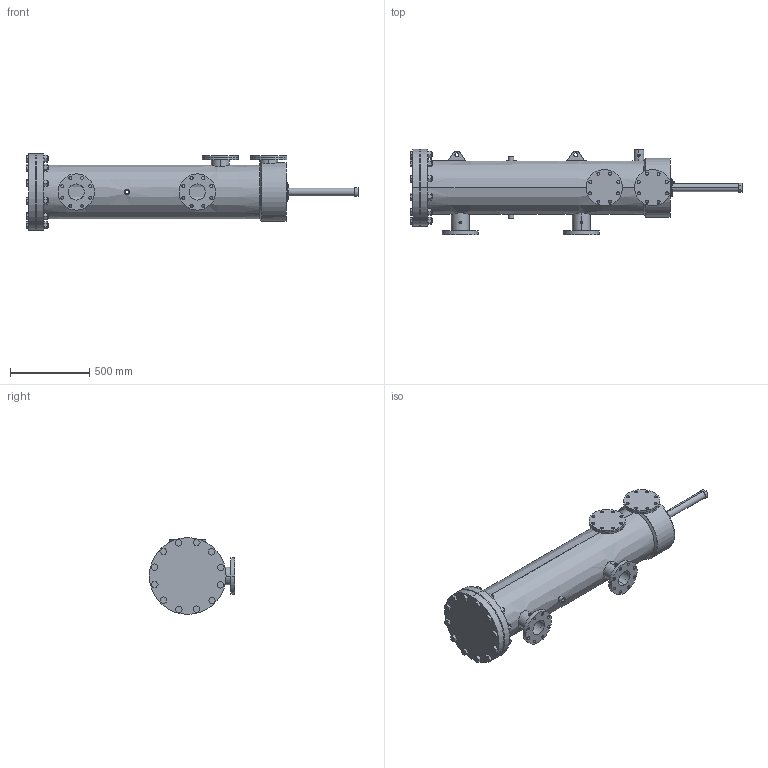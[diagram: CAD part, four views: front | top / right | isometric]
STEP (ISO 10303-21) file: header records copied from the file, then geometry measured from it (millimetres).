
FILE_DESCRIPTION (( 'STEP AP203' ), '1' );
FILE_NAME ('B4-FRP-180.STEP', '2020-09-17T14:03:32', ( '' ), ( '' ), 'SwSTEP 2.0', 'SolidWorks 2018', '' );
FILE_SCHEMA (( 'CONFIG_CONTROL_DESIGN' ));
Length unit declared in the file: inch
Products named in the file (1): B4-FRP-180
Bounding box: 2088.77 x 536.7 x 482.6 mm (x, y, z)
Volume: 26574347.8 mm3; surface area: 5540043.2 mm2
Topology: 31 solids, 31 shells, 641 faces, 1608 edges, 1070 vertices
Faces by surface type: cylinder 326, plane 305, cone 10
Entity records: 22421 total; most frequent: CARTESIAN_POINT 6150, DIRECTION 3400, ORIENTED_EDGE 3216, EDGE_CURVE 1608, AXIS2_PLACEMENT_3D 1248, VERTEX_POINT 1070, LINE 904, VECTOR 904
